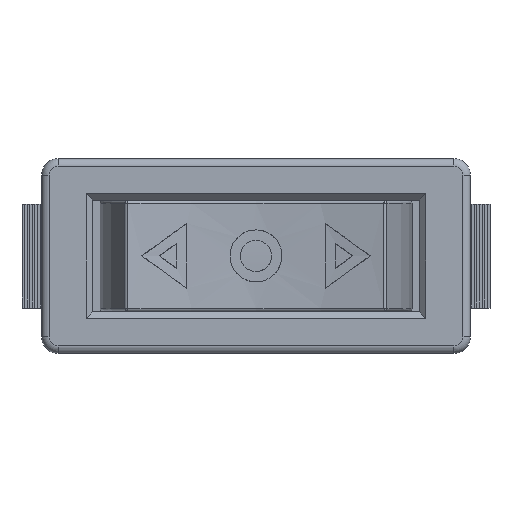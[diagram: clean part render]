
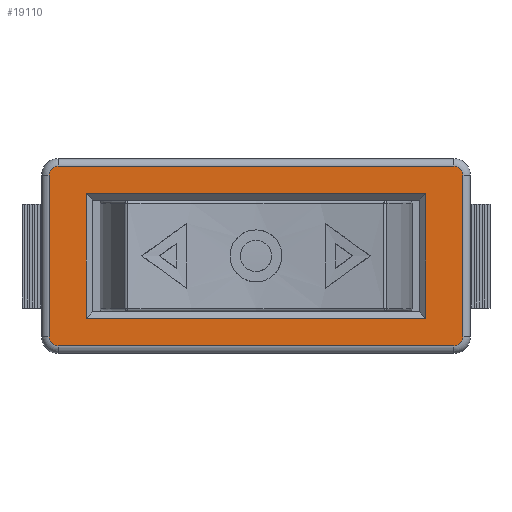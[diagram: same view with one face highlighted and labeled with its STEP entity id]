
A CAD part, top view. The second image highlights one B-rep face of the part: STEP entity #19110.
In plain terms, the highlighted planar face has unit normal (0, 0, 1).
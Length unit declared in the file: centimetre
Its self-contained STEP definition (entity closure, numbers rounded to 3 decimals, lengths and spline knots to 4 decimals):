
#1152=FACE_BOUND('',#3310,.T.);
#2172=FACE_OUTER_BOUND('',#3309,.T.);
#3309=EDGE_LOOP('',(#17281,#17282,#17283,#17284,#17285,#17286,#17287,#17288));
#3310=EDGE_LOOP('',(#17289,#17290,#17291,#17292));
#3478=CIRCLE('',#19986,0.07);
#3479=CIRCLE('',#19987,0.07);
#3480=CIRCLE('',#19988,0.07);
#3481=CIRCLE('',#19989,0.07);
#5412=LINE('',#35535,#7368);
#5416=LINE('',#35542,#7372);
#5419=LINE('',#35548,#7375);
#5421=LINE('',#35551,#7377);
#5427=LINE('',#35565,#7383);
#5428=LINE('',#35569,#7384);
#5429=LINE('',#35573,#7385);
#5430=LINE('',#35577,#7386);
#7368=VECTOR('',#23607,1.);
#7372=VECTOR('',#23613,1.);
#7375=VECTOR('',#23618,1.);
#7377=VECTOR('',#23622,1.);
#7383=VECTOR('',#23634,1.);
#7384=VECTOR('',#23637,1.);
#7385=VECTOR('',#23640,1.);
#7386=VECTOR('',#23643,1.);
#9187=VERTEX_POINT('',#35532);
#9188=VERTEX_POINT('',#35534);
#9190=VERTEX_POINT('',#35540);
#9192=VERTEX_POINT('',#35546);
#9196=VERTEX_POINT('',#35563);
#9197=VERTEX_POINT('',#35564);
#9198=VERTEX_POINT('',#35566);
#9199=VERTEX_POINT('',#35568);
#9200=VERTEX_POINT('',#35570);
#9201=VERTEX_POINT('',#35572);
#9202=VERTEX_POINT('',#35574);
#9203=VERTEX_POINT('',#35576);
#11906=EDGE_CURVE('',#9187,#9188,#5412,.T.);
#11910=EDGE_CURVE('',#9190,#9187,#5416,.T.);
#11913=EDGE_CURVE('',#9192,#9190,#5419,.T.);
#11915=EDGE_CURVE('',#9188,#9192,#5421,.T.);
#11921=EDGE_CURVE('',#9196,#9197,#5427,.T.);
#11922=EDGE_CURVE('',#9198,#9196,#3478,.T.);
#11923=EDGE_CURVE('',#9199,#9198,#5428,.T.);
#11924=EDGE_CURVE('',#9200,#9199,#3479,.T.);
#11925=EDGE_CURVE('',#9201,#9200,#5429,.T.);
#11926=EDGE_CURVE('',#9202,#9201,#3480,.T.);
#11927=EDGE_CURVE('',#9203,#9202,#5430,.T.);
#11928=EDGE_CURVE('',#9197,#9203,#3481,.T.);
#17281=ORIENTED_EDGE('',*,*,#11921,.F.);
#17282=ORIENTED_EDGE('',*,*,#11922,.F.);
#17283=ORIENTED_EDGE('',*,*,#11923,.F.);
#17284=ORIENTED_EDGE('',*,*,#11924,.F.);
#17285=ORIENTED_EDGE('',*,*,#11925,.F.);
#17286=ORIENTED_EDGE('',*,*,#11926,.F.);
#17287=ORIENTED_EDGE('',*,*,#11927,.F.);
#17288=ORIENTED_EDGE('',*,*,#11928,.F.);
#17289=ORIENTED_EDGE('',*,*,#11906,.F.);
#17290=ORIENTED_EDGE('',*,*,#11910,.F.);
#17291=ORIENTED_EDGE('',*,*,#11913,.F.);
#17292=ORIENTED_EDGE('',*,*,#11915,.F.);
#18087=PLANE('',#19985);
#19110=ADVANCED_FACE('',(#2172,#1152),#18087,.T.);
#19985=AXIS2_PLACEMENT_3D('',#35562,#23632,#23633);
#19986=AXIS2_PLACEMENT_3D('',#35567,#23635,#23636);
#19987=AXIS2_PLACEMENT_3D('',#35571,#23638,#23639);
#19988=AXIS2_PLACEMENT_3D('',#35575,#23641,#23642);
#19989=AXIS2_PLACEMENT_3D('',#35578,#23644,#23645);
#23607=DIRECTION('',(1.,0.,0.));
#23613=DIRECTION('',(0.,-1.,0.));
#23618=DIRECTION('',(-1.,0.,0.));
#23622=DIRECTION('',(0.,1.,0.));
#23632=DIRECTION('center_axis',(0.,0.,
1.));
#23633=DIRECTION('ref_axis',(1.,0.,0.));
#23634=DIRECTION('',(0.,1.,0.));
#23635=DIRECTION('center_axis',(0.,0.,
-1.));
#23636=DIRECTION('ref_axis',(-0.707,-0.707,0.));
#23637=DIRECTION('',(-1.,0.,0.));
#23638=DIRECTION('center_axis',(0.,0.,
-1.));
#23639=DIRECTION('ref_axis',(0.707,-0.707,0.));
#23640=DIRECTION('',(0.,-1.,0.));
#23641=DIRECTION('center_axis',(0.,0.,
-1.));
#23642=DIRECTION('ref_axis',(0.707,0.707,0.));
#23643=DIRECTION('',(1.,0.,0.));
#23644=DIRECTION('center_axis',(0.,0.,
-1.));
#23645=DIRECTION('ref_axis',(-0.707,0.707,0.));
#35532=CARTESIAN_POINT('',(-1.305,-0.48,1.9));
#35534=CARTESIAN_POINT('',(1.305,-0.48,1.9));
#35535=CARTESIAN_POINT('',(0.6775,-0.48,1.9));
#35540=CARTESIAN_POINT('',(-1.305,0.48,1.9));
#35542=CARTESIAN_POINT('',(-1.305,-0.265,1.9));
#35546=CARTESIAN_POINT('',(1.305,0.48,1.9));
#35548=CARTESIAN_POINT('',(-0.6775,0.48,1.9));
#35551=CARTESIAN_POINT('',(1.305,0.265,1.9));
#35562=CARTESIAN_POINT('Origin',(0.,0.,
1.9));
#35563=CARTESIAN_POINT('',(-1.59,-0.62,1.9));
#35564=CARTESIAN_POINT('',(-1.59,0.62,1.9));
#35565=CARTESIAN_POINT('',(-1.59,-0.31,1.9));
#35566=CARTESIAN_POINT('',(-1.52,-0.69,1.9));
#35567=CARTESIAN_POINT('Origin',(-1.52,-0.62,1.9));
#35568=CARTESIAN_POINT('',(1.52,-0.69,1.9));
#35569=CARTESIAN_POINT('',(0.76,-0.69,1.9));
#35570=CARTESIAN_POINT('',(1.59,-0.62,1.9));
#35571=CARTESIAN_POINT('Origin',(1.52,-0.62,1.9));
#35572=CARTESIAN_POINT('',(1.59,0.62,1.9));
#35573=CARTESIAN_POINT('',(1.59,0.31,1.9));
#35574=CARTESIAN_POINT('',(1.52,0.69,1.9));
#35575=CARTESIAN_POINT('Origin',(1.52,0.62,1.9));
#35576=CARTESIAN_POINT('',(-1.52,0.69,1.9));
#35577=CARTESIAN_POINT('',(-0.76,0.69,1.9));
#35578=CARTESIAN_POINT('Origin',(-1.52,0.62,1.9));
